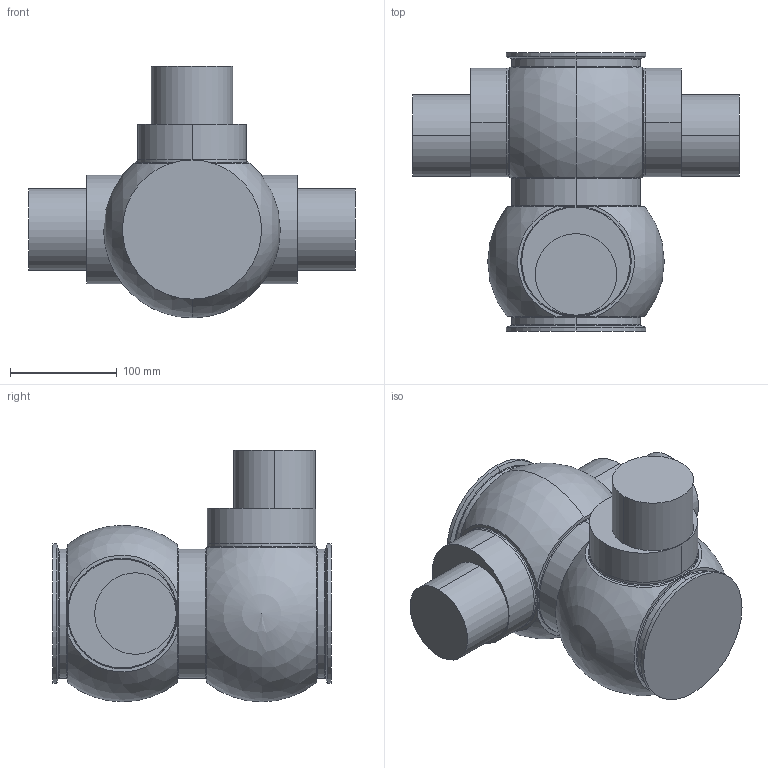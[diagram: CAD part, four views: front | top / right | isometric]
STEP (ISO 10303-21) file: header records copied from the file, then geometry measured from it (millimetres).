
FILE_DESCRIPTION (( 'STEP AP203' ), '1' );
FILE_NAME ('126916.STEP', '2018-04-02T20:06:10', ( '' ), ( '' ), 'SwSTEP 2.0', 'SolidWorks 2014', '' );
FILE_SCHEMA (( 'CONFIG_CONTROL_DESIGN' ));
Length unit declared in the file: inch
Products named in the file (1): 126916
Bounding box: 305.56 x 260.53 x 235.33 mm (x, y, z)
Volume: 5807685 mm3; surface area: 232254.5 mm2
Topology: 1 solids, 1 shells, 83 faces, 191 edges, 115 vertices
Faces by surface type: cylinder 28, torus 21, plane 18, sphere 6, bspline 6, cone 4
Entity records: 2491 total; most frequent: CARTESIAN_POINT 494, DIRECTION 462, ORIENTED_EDGE 372, AXIS2_PLACEMENT_3D 206, EDGE_CURVE 186, CIRCLE 128, VERTEX_POINT 112, EDGE_LOOP 90
